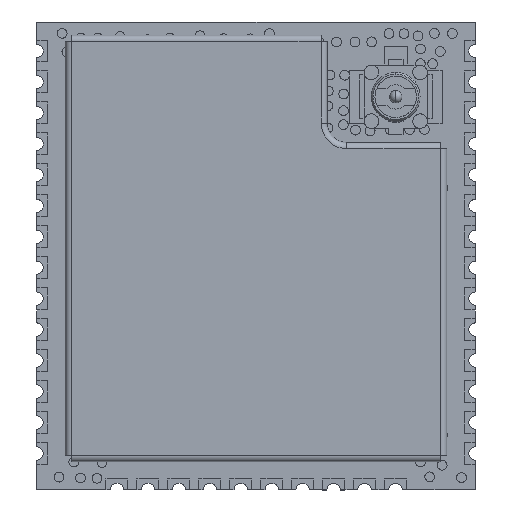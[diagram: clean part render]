
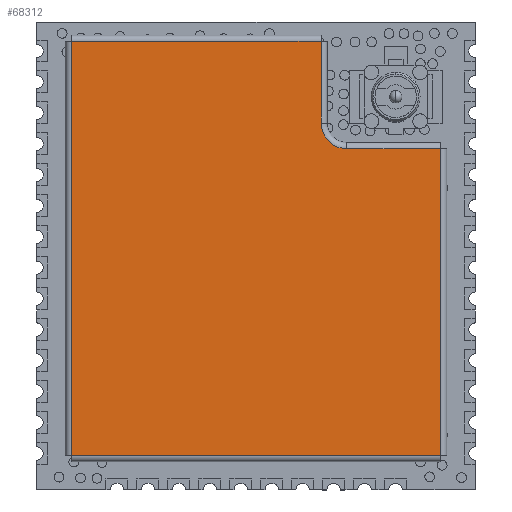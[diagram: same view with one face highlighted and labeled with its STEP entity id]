
A CAD part, top view. The second image highlights one B-rep face of the part: STEP entity #68312.
In plain terms, the highlighted planar face has unit normal (0, 0, 1).
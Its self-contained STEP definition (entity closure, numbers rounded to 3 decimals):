
#3274 = ORIENTED_EDGE ( 'NONE', *, *, #74945, .T. ) ;
#4551 = ORIENTED_EDGE ( 'NONE', *, *, #19952, .T. ) ;
#6551 = EDGE_CURVE ( 'NONE', #87550, #110406, #73424, .T. ) ;
#9093 = VECTOR ( 'NONE', #116664, 1000. ) ;
#12429 = EDGE_CURVE ( 'NONE', #110406, #40340, #19300, .T. ) ;
#15570 = VERTEX_POINT ( 'NONE', #100865 ) ;
#17575 = CARTESIAN_POINT ( 'NONE',  ( 10.5, 13.9, 2.4 ) ) ;
#19300 = LINE ( 'NONE', #63677, #138851 ) ;
#19952 = EDGE_CURVE ( 'NONE', #40340, #97562, #26559, .T. ) ;
#20115 = DIRECTION ( 'NONE',  ( 0., 1., 0. ) ) ;
#20535 = DIRECTION ( 'NONE',  ( 0., 0., -1. ) ) ;
#26559 = CIRCLE ( 'NONE', #45158, 1.05 ) ;
#27967 = LINE ( 'NONE', #72288, #9093 ) ;
#32757 = DIRECTION ( 'NONE',  ( 1., 0., 0. ) ) ;
#37934 = CARTESIAN_POINT ( 'NONE',  ( 0.25, 17.25, 2.4 ) ) ;
#40340 = VERTEX_POINT ( 'NONE', #98947 ) ;
#40401 = VECTOR ( 'NONE', #32757, 1000. ) ;
#40413 = LINE ( 'NONE', #84723, #75272 ) ;
#41503 = DIRECTION ( 'NONE',  ( 0., 0., -1. ) ) ;
#41528 = AXIS2_PLACEMENT_3D ( 'NONE', #141069, #41503, #85818 ) ;
#41885 = EDGE_CURVE ( 'NONE', #15570, #89922, #40413, .T. ) ;
#43932 = CARTESIAN_POINT ( 'NONE',  ( 10.5, 0., 2.4 ) ) ;
#45158 = AXIS2_PLACEMENT_3D ( 'NONE', #120157, #20535, #64868 ) ;
#52425 = FACE_OUTER_BOUND ( 'NONE', #61930, .T. ) ;
#55859 = ORIENTED_EDGE ( 'NONE', *, *, #41885, .T. ) ;
#61930 = EDGE_LOOP ( 'NONE', ( #55859, #110036, #97782, #109566, #134657, #4551, #3274 ) ) ;
#63677 = CARTESIAN_POINT ( 'NONE',  ( 0., 12.85, 2.4 ) ) ;
#64868 = DIRECTION ( 'NONE',  ( -1., 0., 0. ) ) ;
#68312 = ADVANCED_FACE ( 'NONE', ( #52425 ), #96752, .F. ) ;
#72288 = CARTESIAN_POINT ( 'NONE',  ( 0.25, 0., 2.4 ) ) ;
#73424 = LINE ( 'NONE', #119744, #128245 ) ;
#74945 = EDGE_CURVE ( 'NONE', #97562, #15570, #101098, .T. ) ;
#75272 = VECTOR ( 'NONE', #129058, 1000. ) ;
#78330 = EDGE_CURVE ( 'NONE', #129078, #87550, #87967, .T. ) ;
#84723 = CARTESIAN_POINT ( 'NONE',  ( 0., 17.25, 2.4 ) ) ;
#85818 = DIRECTION ( 'NONE',  ( -1., 0., 0. ) ) ;
#87550 = VERTEX_POINT ( 'NONE', #124977 ) ;
#87967 = LINE ( 'NONE', #132344, #40401 ) ;
#88260 = DIRECTION ( 'NONE',  ( 0., 1., 0. ) ) ;
#89922 = VERTEX_POINT ( 'NONE', #37934 ) ;
#96752 = PLANE ( 'NONE',  #41528 ) ;
#97562 = VERTEX_POINT ( 'NONE', #17575 ) ;
#97782 = ORIENTED_EDGE ( 'NONE', *, *, #78330, .T. ) ;
#98947 = CARTESIAN_POINT ( 'NONE',  ( 11.55, 12.85, 2.4 ) ) ;
#100865 = CARTESIAN_POINT ( 'NONE',  ( 10.5, 17.25, 2.4 ) ) ;
#101098 = LINE ( 'NONE', #43932, #117054 ) ;
#108037 = DIRECTION ( 'NONE',  ( -1., 0., 0. ) ) ;
#109566 = ORIENTED_EDGE ( 'NONE', *, *, #6551, .T. ) ;
#110036 = ORIENTED_EDGE ( 'NONE', *, *, #117942, .T. ) ;
#110406 = VERTEX_POINT ( 'NONE', #118505 ) ;
#111796 = CARTESIAN_POINT ( 'NONE',  ( 0.25, 0.25, 2.4 ) ) ;
#116664 = DIRECTION ( 'NONE',  ( 0., -1., 0. ) ) ;
#117054 = VECTOR ( 'NONE', #88260, 1000. ) ;
#117942 = EDGE_CURVE ( 'NONE', #89922, #129078, #27967, .T. ) ;
#118505 = CARTESIAN_POINT ( 'NONE',  ( 15.4, 12.85, 2.4 ) ) ;
#119744 = CARTESIAN_POINT ( 'NONE',  ( 15.4, 0., 2.4 ) ) ;
#120157 = CARTESIAN_POINT ( 'NONE',  ( 11.55, 13.9, 2.4 ) ) ;
#124977 = CARTESIAN_POINT ( 'NONE',  ( 15.4, 0.25, 2.4 ) ) ;
#128245 = VECTOR ( 'NONE', #20115, 1000. ) ;
#129058 = DIRECTION ( 'NONE',  ( -1., 0., 0. ) ) ;
#129078 = VERTEX_POINT ( 'NONE', #111796 ) ;
#132344 = CARTESIAN_POINT ( 'NONE',  ( 0., 0.25, 2.4 ) ) ;
#134657 = ORIENTED_EDGE ( 'NONE', *, *, #12429, .T. ) ;
#138851 = VECTOR ( 'NONE', #108037, 1000. ) ;
#141069 = CARTESIAN_POINT ( 'NONE',  ( 0., 0., 2.4 ) ) ;
